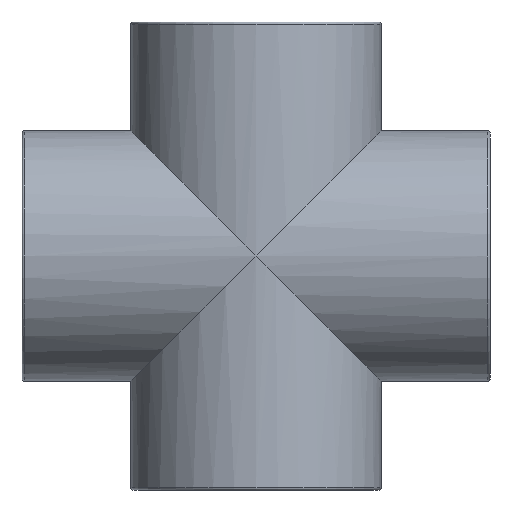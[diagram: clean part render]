
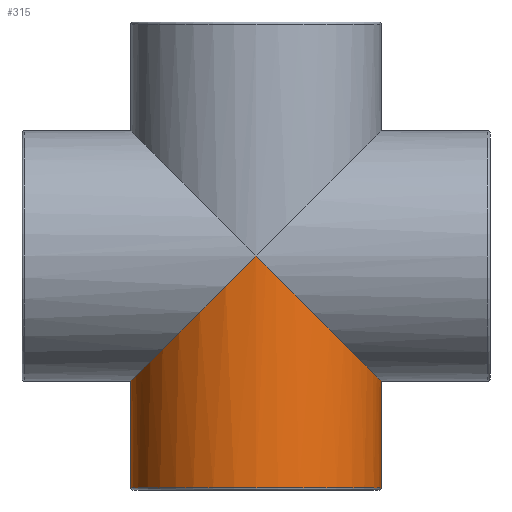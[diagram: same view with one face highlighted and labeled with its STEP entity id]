
A CAD part, front view. The second image highlights one B-rep face of the part: STEP entity #315.
In plain terms, the highlighted cylindrical face has radius 30.5 mm (diameter 61 mm), a full revolution.
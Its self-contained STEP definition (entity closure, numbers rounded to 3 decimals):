
#15=ELLIPSE('',#351,43.134,30.5);
#16=ELLIPSE('',#352,43.134,30.5);
#24=CYLINDRICAL_SURFACE('',#350,30.5);
#47=FACE_BOUND('',#108,.T.);
#75=FACE_OUTER_BOUND('',#107,.T.);
#107=EDGE_LOOP('',(#247,#248));
#108=EDGE_LOOP('',(#249));
#159=CIRCLE('',#349,30.5);
#183=VERTEX_POINT('',#536);
#184=VERTEX_POINT('',#539);
#185=VERTEX_POINT('',#540);
#211=EDGE_CURVE('',#183,#183,#159,.T.);
#212=EDGE_CURVE('',#184,#185,#15,.T.);
#213=EDGE_CURVE('',#185,#184,#16,.T.);
#247=ORIENTED_EDGE('',*,*,#212,.T.);
#248=ORIENTED_EDGE('',*,*,#213,.T.);
#249=ORIENTED_EDGE('',*,*,#211,.F.);
#315=ADVANCED_FACE('',(#75,#47),#24,.T.);
#349=AXIS2_PLACEMENT_3D('',#537,#419,#420);
#350=AXIS2_PLACEMENT_3D('',#538,#421,#422);
#351=AXIS2_PLACEMENT_3D('',#541,#423,#424);
#352=AXIS2_PLACEMENT_3D('',#542,#425,#426);
#419=DIRECTION('center_axis',(0.,0.,-1.));
#420=DIRECTION('ref_axis',(-1.,0.,0.));
#421=DIRECTION('center_axis',(0.,0.,1.));
#422=DIRECTION('ref_axis',(-1.,0.,0.));
#423=DIRECTION('center_axis',(-0.707,0.,-0.707));
#424=DIRECTION('ref_axis',(0.707,0.,-0.707));
#425=DIRECTION('center_axis',(0.707,0.,-0.707));
#426=DIRECTION('ref_axis',(-0.707,0.,-0.707));
#536=CARTESIAN_POINT('',(30.5,0.,-56.5));
#537=CARTESIAN_POINT('Origin',(0.,0.,-56.5));
#538=CARTESIAN_POINT('Origin',(0.,0.,0.));
#539=CARTESIAN_POINT('',(0.,30.5,0.));
#540=CARTESIAN_POINT('',(0.,-30.5,0.));
#541=CARTESIAN_POINT('Origin',(0.,0.,0.));
#542=CARTESIAN_POINT('Origin',(0.,0.,0.));
